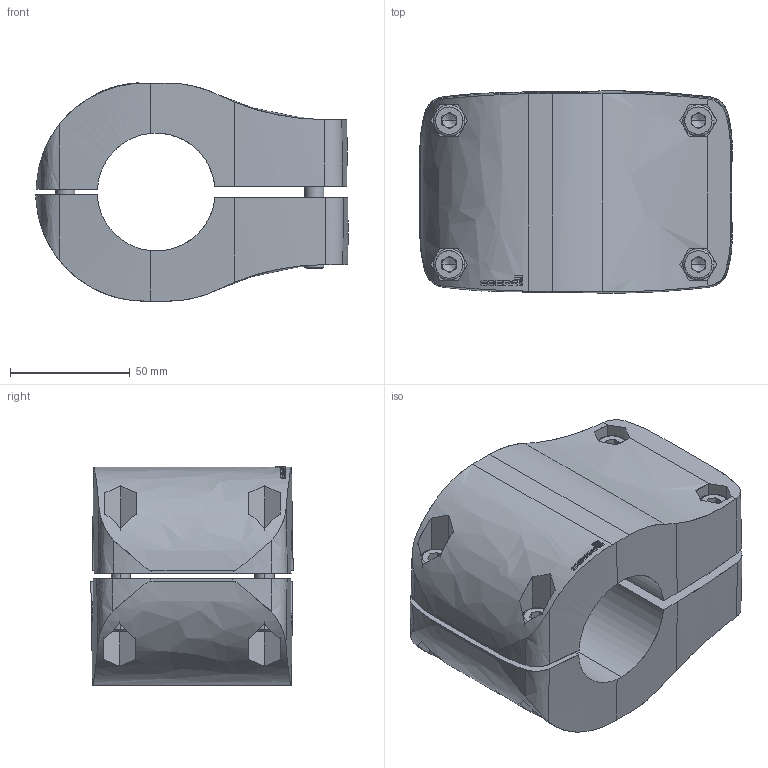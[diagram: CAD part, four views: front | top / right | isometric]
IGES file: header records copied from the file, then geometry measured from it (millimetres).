
Start section: SolidWorks IGES file using analytic representation for surfaces
Global section: file name: COBRA 024141 - JUNTA CONEXÃO.IGS; native system: SolidWorks 2019; preprocessor: SolidWorks 2019; author: matheuss; date: 191120.112145; units: millimetre
Bounding box: 130.33 x 84.45 x 91.06 mm (x, y, z)
Surface area: 87439.7 mm2 (no closed solid volume)
Topology: 0 solids, 0 shells, 450 faces, 5216 edges, 5208 vertices
Faces by surface type: bspline 431, revolution 19
